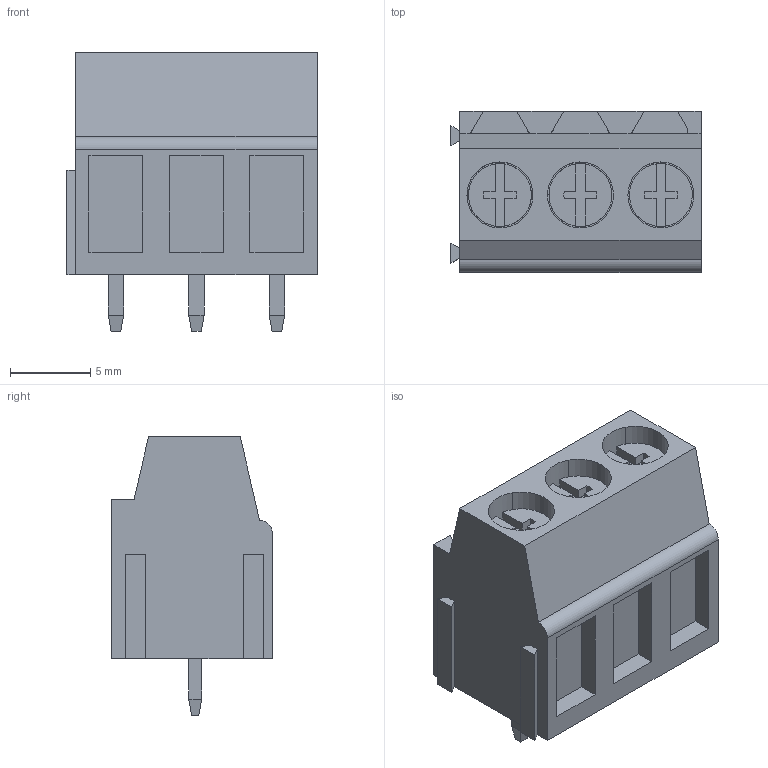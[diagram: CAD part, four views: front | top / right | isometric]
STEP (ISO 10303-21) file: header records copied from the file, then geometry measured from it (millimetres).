
FILE_DESCRIPTION(('CATIA V5 STEP Exchange','CAx-IF Rec.Pracs.--- Model Styling and Organization---1.2---2011-12-15'),'2;1');
FILE_NAME ('D1454787_0_1715260000_1715260000.stp','2018-03-30T10:10:48+00:00',('none'),('Weidmueller'),'CATIA Version 5-6 Release 2014','CATIA V5 STEP AP214','none');
FILE_SCHEMA(('AUTOMOTIVE_DESIGN { 1 0 10303 214 1 1 1 1 }'));
Length unit declared in the file: millimetre
Products named in the file (1): 1715260000
Bounding box: 15.55 x 10 x 17.3 mm (x, y, z)
Volume: 1475.1 mm3; surface area: 1744.9 mm2
Topology: 7 solids, 7 shells, 255 faces, 684 edges, 452 vertices
Faces by surface type: plane 212, cylinder 43
Entity records: 8048 total; most frequent: CARTESIAN_POINT 1609, ORIENTED_EDGE 1368, DIRECTION 1142, EDGE_CURVE 684, VECTOR 556, LINE 556, VERTEX_POINT 452, AXIS2_PLACEMENT_3D 331
